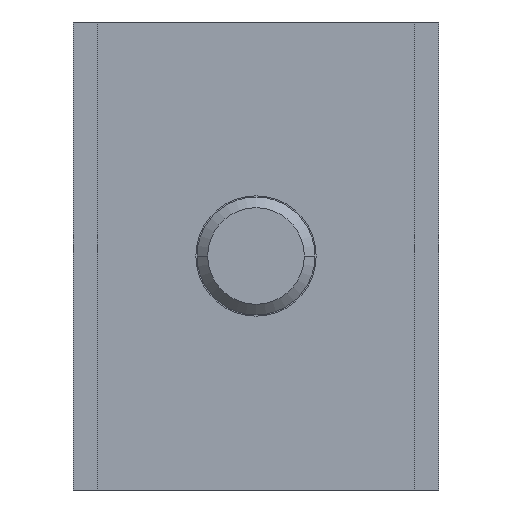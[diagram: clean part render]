
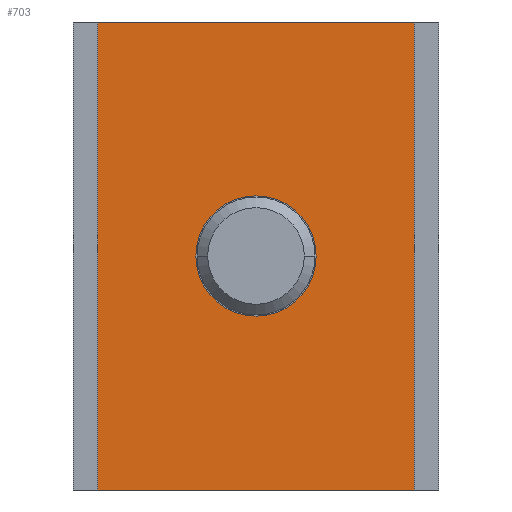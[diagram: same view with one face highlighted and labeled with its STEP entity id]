
A CAD part, front view. The second image highlights one B-rep face of the part: STEP entity #703.
In plain terms, the highlighted planar face has unit normal (0, -1, 0).
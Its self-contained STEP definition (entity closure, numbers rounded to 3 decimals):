
#317=EDGE_CURVE('',#527,#393,#884,.T.);
#371=VERTEX_POINT('',#942);
#393=VERTEX_POINT('',#967);
#429=EDGE_CURVE('',#467,#371,#1006,.T.);
#467=VERTEX_POINT('',#1050);
#473=EDGE_CURVE('',#623,#629,#1056,.T.);
#487=EDGE_CURVE('',#629,#623,#1072,.T.);
#497=EDGE_CURVE('',#527,#467,#1084,.T.);
#527=VERTEX_POINT('',#1117);
#623=VERTEX_POINT('',#1226);
#629=VERTEX_POINT('',#1232);
#635=EDGE_CURVE('',#371,#393,#1238,.T.);
#703=ADVANCED_FACE('',(#1308,#1309),#1310,.T.);
#884=LINE('',#1508,#1509);
#942=CARTESIAN_POINT('',(8.05,0.,11.9));
#967=CARTESIAN_POINT('',(-8.05,0.,11.9));
#1006=LINE('',#1681,#1682);
#1050=CARTESIAN_POINT('',(8.05,0.,-11.9));
#1056=CIRCLE('',#1751,3.06);
#1072=CIRCLE('',#1772,3.06);
#1084=LINE('',#1789,#1790);
#1117=CARTESIAN_POINT('',(-8.05,0.,-11.9));
#1226=CARTESIAN_POINT('',(-3.06,0.,0.));
#1232=CARTESIAN_POINT('',(3.06,0.,0.));
#1238=LINE('',#1992,#1993);
#1308=FACE_BOUND('',#2091,.T.);
#1309=FACE_OUTER_BOUND('',#2092,.T.);
#1310=PLANE('',#2093);
#1508=CARTESIAN_POINT('',(-8.05,0.,-11.9));
#1509=VECTOR('',#2338,1.0);
#1681=CARTESIAN_POINT('',(8.05,0.,-11.9));
#1682=VECTOR('',#2463,1.0);
#1751=AXIS2_PLACEMENT_3D('',#2513,#2514,#2515);
#1772=AXIS2_PLACEMENT_3D('',#2534,#2535,#2536);
#1789=CARTESIAN_POINT('',(-8.05,0.,-11.9));
#1790=VECTOR('',#2558,1.0);
#1992=CARTESIAN_POINT('',(-8.05,0.,11.9));
#1993=VECTOR('',#2733,1.0);
#2091=EDGE_LOOP('',(#2780,#2781));
#2092=EDGE_LOOP('',(#2782,#2783,#2784,#2785));
#2093=AXIS2_PLACEMENT_3D('',#2786,#2787,#2788);
#2338=DIRECTION('',(0.0,0.0,1.0));
#2463=DIRECTION('',(0.0,0.0,1.0));
#2513=CARTESIAN_POINT('',(0.0,0.,0.0));
#2514=DIRECTION('',(-0.0,1.0,0.0));
#2515=DIRECTION('',(1.0,0.0,0.0));
#2534=CARTESIAN_POINT('',(0.0,0.,0.0));
#2535=DIRECTION('',(-0.0,1.0,0.0));
#2536=DIRECTION('',(1.0,0.0,0.0));
#2558=DIRECTION('',(1.0,0.0,0.0));
#2733=DIRECTION('',(-1.0,-0.0,-0.0));
#2780=ORIENTED_EDGE('',*,*,#473,.T.);
#2781=ORIENTED_EDGE('',*,*,#487,.T.);
#2782=ORIENTED_EDGE('',*,*,#635,.T.);
#2783=ORIENTED_EDGE('',*,*,#317,.F.);
#2784=ORIENTED_EDGE('',*,*,#497,.T.);
#2785=ORIENTED_EDGE('',*,*,#429,.T.);
#2786=CARTESIAN_POINT('',(8.05,0.,-11.9));
#2787=DIRECTION('',(0.0,-1.0,0.0));
#2788=DIRECTION('',(1.0,0.0,0.0));
